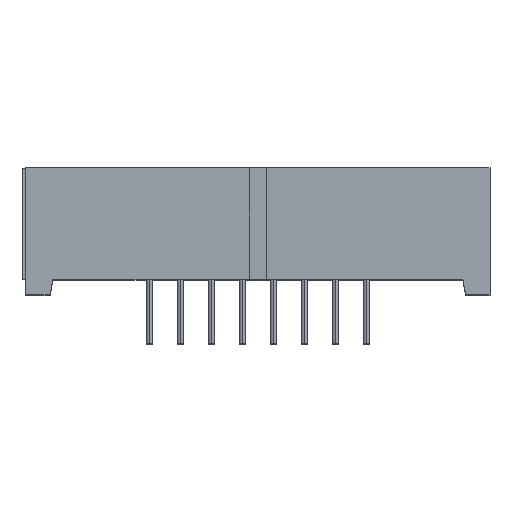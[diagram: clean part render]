
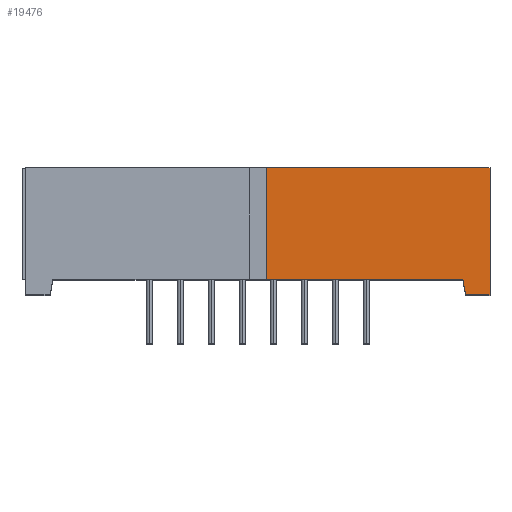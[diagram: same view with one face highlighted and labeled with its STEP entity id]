
A CAD part, top view. The second image highlights one B-rep face of the part: STEP entity #19476.
In plain terms, the highlighted planar face has unit normal (0, 0, 1).
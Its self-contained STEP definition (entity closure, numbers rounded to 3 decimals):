
#144 = VERTEX_POINT ( 'NONE', #11553 ) ;
#233 = VERTEX_POINT ( 'NONE', #11611 ) ;
#664 = EDGE_LOOP ( 'NONE', ( #2974, #2976, #2975, #2978, #2977, #2979 ) ) ;
#2974 = ORIENTED_EDGE ( 'NONE', *, *, #17421, .F. ) ;
#2975 = ORIENTED_EDGE ( 'NONE', *, *, #17422, .T. ) ;
#2976 = ORIENTED_EDGE ( 'NONE', *, *, #19377, .T. ) ;
#2977 = ORIENTED_EDGE ( 'NONE', *, *, #17424, .F. ) ;
#2978 = ORIENTED_EDGE ( 'NONE', *, *, #17423, .F. ) ;
#2979 = ORIENTED_EDGE ( 'NONE', *, *, #17425, .T. ) ;
#4442 = LINE ( 'NONE', #4443, #8344 ) ;
#4443 = CARTESIAN_POINT ( 'NONE',  ( 0.7, -5.382, 19. ) ) ;
#4444 = DIRECTION ( 'NONE',  ( 0., 1., 0. ) ) ;
#4445 = LINE ( 'NONE', #4446, #8345 ) ;
#4446 = CARTESIAN_POINT ( 'NONE',  ( 20.863, -27.107, 19. ) ) ;
#4447 = DIRECTION ( 'NONE',  ( 0.174, -0.985, 0. ) ) ;
#4448 = LINE ( 'NONE', #4449, #8346 ) ;
#4449 = CARTESIAN_POINT ( 'NONE',  ( 19., -5.2, 19. ) ) ;
#4450 = DIRECTION ( 'NONE',  ( -1., 0., 0. ) ) ;
#4451 = LINE ( 'NONE', #4452, #8347 ) ;
#4452 = CARTESIAN_POINT ( 'NONE',  ( 19., 0., 19. ) ) ;
#4453 = DIRECTION ( 'NONE',  ( 0., -1., 0. ) ) ;
#4454 = LINE ( 'NONE', #4455, #8348 ) ;
#4455 = CARTESIAN_POINT ( 'NONE',  ( 19., 5.2, 19. ) ) ;
#4456 = DIRECTION ( 'NONE',  ( -1., 0., 0. ) ) ;
#8344 = VECTOR ( 'NONE', #4444, 1000. ) ;
#8345 = VECTOR ( 'NONE', #4447, 1000. ) ;
#8346 = VECTOR ( 'NONE', #4450, 1000. ) ;
#8347 = VECTOR ( 'NONE', #4453, 1000. ) ;
#8348 = VECTOR ( 'NONE', #4456, 1000. ) ;
#11553 = CARTESIAN_POINT ( 'NONE',  ( 0.7, -3.95, 19. ) ) ;
#11611 = CARTESIAN_POINT ( 'NONE',  ( 16.78, -3.95, 19. ) ) ;
#13795 = VECTOR ( 'NONE', #14602, 1000. ) ;
#13931 = FACE_OUTER_BOUND ( 'NONE', #664, .T. ) ;
#13968 = AXIS2_PLACEMENT_3D ( 'NONE', #14916, #14917, #14918 ) ;
#14106 = CARTESIAN_POINT ( 'NONE',  ( 0.7, 5.2, 19. ) ) ;
#14108 = CARTESIAN_POINT ( 'NONE',  ( 17., -5.2, 19. ) ) ;
#14109 = CARTESIAN_POINT ( 'NONE',  ( 19., -5.2, 19. ) ) ;
#14110 = CARTESIAN_POINT ( 'NONE',  ( 19., 5.2, 19. ) ) ;
#14600 = LINE ( 'NONE', #14601, #13795 ) ;
#14601 = CARTESIAN_POINT ( 'NONE',  ( 0., -3.95, 19. ) ) ;
#14602 = DIRECTION ( 'NONE',  ( 1., 0., 0. ) ) ;
#14915 = PLANE ( 'NONE',  #13968 ) ;
#14916 = CARTESIAN_POINT ( 'NONE',  ( 19., 0., 19. ) ) ;
#14917 = DIRECTION ( 'NONE',  ( 0., 0., -1. ) ) ;
#14918 = DIRECTION ( 'NONE',  ( -1., 0., 0. ) ) ;
#17421 = EDGE_CURVE ( 'NONE', #144, #19123, #4442, .T. ) ;
#17422 = EDGE_CURVE ( 'NONE', #233, #19125, #4445, .T. ) ;
#17423 = EDGE_CURVE ( 'NONE', #19126, #19125, #4448, .T. ) ;
#17424 = EDGE_CURVE ( 'NONE', #19127, #19126, #4451, .T. ) ;
#17425 = EDGE_CURVE ( 'NONE', #19127, #19123, #4454, .T. ) ;
#19123 = VERTEX_POINT ( 'NONE', #14106 ) ;
#19125 = VERTEX_POINT ( 'NONE', #14108 ) ;
#19126 = VERTEX_POINT ( 'NONE', #14109 ) ;
#19127 = VERTEX_POINT ( 'NONE', #14110 ) ;
#19377 = EDGE_CURVE ( 'NONE', #144, #233, #14600, .T. ) ;
#19476 = ADVANCED_FACE ( 'NONE', ( #13931 ), #14915, .F. ) ;
